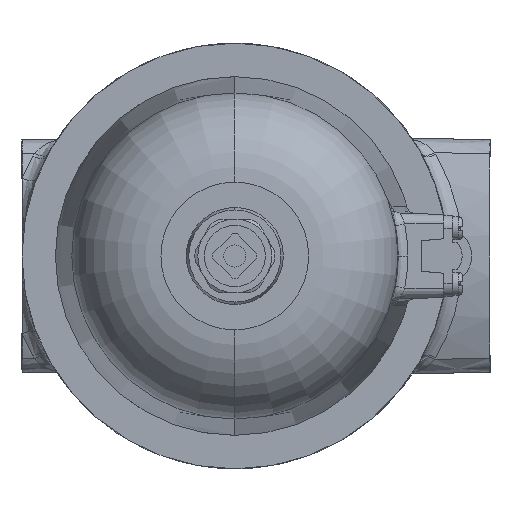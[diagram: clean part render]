
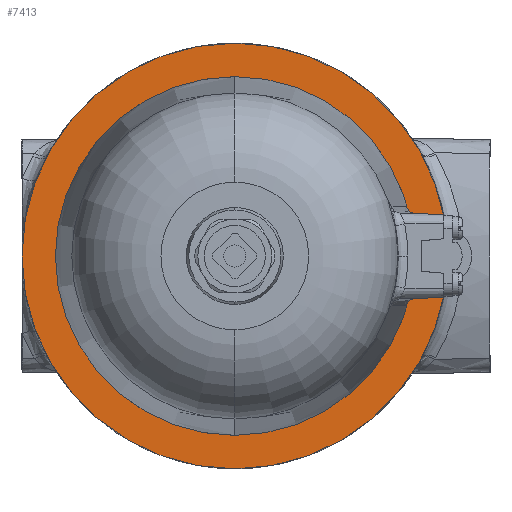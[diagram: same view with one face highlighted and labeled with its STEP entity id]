
A CAD part, front view. The second image highlights one B-rep face of the part: STEP entity #7413.
In plain terms, the highlighted planar face has unit normal (0, -1, 0).
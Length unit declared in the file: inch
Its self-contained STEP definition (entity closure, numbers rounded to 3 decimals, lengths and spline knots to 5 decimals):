
#193 = EDGE_LOOP ( 'NONE', ( #2479, #4651 ) ) ;
#568 = DIRECTION ( 'NONE',  ( 0., -1., 0. ) ) ;
#776 = CIRCLE ( 'NONE', #2450, 2.16 ) ;
#1036 = CARTESIAN_POINT ( 'NONE',  ( 2.16, -2.465, 0. ) ) ;
#1142 = CARTESIAN_POINT ( 'NONE',  ( -1.82087, -2.465, 0. ) ) ;
#1394 = PLANE ( 'NONE',  #4835 ) ;
#1590 = DIRECTION ( 'NONE',  ( -1., 0., 0. ) ) ;
#2238 = CIRCLE ( 'NONE', #7322, 1.82087 ) ;
#2246 = ORIENTED_EDGE ( 'NONE', *, *, #6484, .T. ) ;
#2450 = AXIS2_PLACEMENT_3D ( 'NONE', #2709, #10826, #11827 ) ;
#2477 = VERTEX_POINT ( 'NONE', #8724 ) ;
#2479 = ORIENTED_EDGE ( 'NONE', *, *, #11588, .F. ) ;
#2709 = CARTESIAN_POINT ( 'NONE',  ( 0., -2.465, 0. ) ) ;
#3913 = VERTEX_POINT ( 'NONE', #1036 ) ;
#4372 = EDGE_CURVE ( 'NONE', #12672, #3913, #776, .T. ) ;
#4583 = FACE_OUTER_BOUND ( 'NONE', #8078, .T. ) ;
#4651 = ORIENTED_EDGE ( 'NONE', *, *, #12366, .F. ) ;
#4813 = CIRCLE ( 'NONE', #7130, 2.16 ) ;
#4835 = AXIS2_PLACEMENT_3D ( 'NONE', #8742, #5443, #1590 ) ;
#5159 = DIRECTION ( 'NONE',  ( 0., -1., 0. ) ) ;
#5443 = DIRECTION ( 'NONE',  ( 0., 1., 0. ) ) ;
#6008 = ORIENTED_EDGE ( 'NONE', *, *, #4372, .T. ) ;
#6484 = EDGE_CURVE ( 'NONE', #3913, #12672, #4813, .T. ) ;
#6623 = FACE_BOUND ( 'NONE', #193, .T. ) ;
#6957 = DIRECTION ( 'NONE',  ( 1., 0., 0. ) ) ;
#7130 = AXIS2_PLACEMENT_3D ( 'NONE', #9647, #568, #11723 ) ;
#7322 = AXIS2_PLACEMENT_3D ( 'NONE', #8279, #5159, #11428 ) ;
#7413 = ADVANCED_FACE ( 'NONE', ( #6623, #4583 ), #1394, .F. ) ;
#8078 = EDGE_LOOP ( 'NONE', ( #2246, #6008 ) ) ;
#8279 = CARTESIAN_POINT ( 'NONE',  ( 0., -2.465, 0. ) ) ;
#8724 = CARTESIAN_POINT ( 'NONE',  ( 1.82087, -2.465, 0. ) ) ;
#8742 = CARTESIAN_POINT ( 'NONE',  ( 0., -2.465, 0. ) ) ;
#9227 = VERTEX_POINT ( 'NONE', #1142 ) ;
#9647 = CARTESIAN_POINT ( 'NONE',  ( 0., -2.465, 0. ) ) ;
#10018 = CARTESIAN_POINT ( 'NONE',  ( 0., -2.465, 0. ) ) ;
#10321 = CIRCLE ( 'NONE', #12453, 1.82087 ) ;
#10826 = DIRECTION ( 'NONE',  ( 0., -1., 0. ) ) ;
#10974 = DIRECTION ( 'NONE',  ( 0., -1., 0. ) ) ;
#11428 = DIRECTION ( 'NONE',  ( 1., 0., 0. ) ) ;
#11560 = CARTESIAN_POINT ( 'NONE',  ( -2.16, -2.465, 0. ) ) ;
#11588 = EDGE_CURVE ( 'NONE', #2477, #9227, #2238, .T. ) ;
#11723 = DIRECTION ( 'NONE',  ( 1., 0., 0. ) ) ;
#11827 = DIRECTION ( 'NONE',  ( 1., 0., 0. ) ) ;
#12366 = EDGE_CURVE ( 'NONE', #9227, #2477, #10321, .T. ) ;
#12453 = AXIS2_PLACEMENT_3D ( 'NONE', #10018, #10974, #6957 ) ;
#12672 = VERTEX_POINT ( 'NONE', #11560 ) ;
